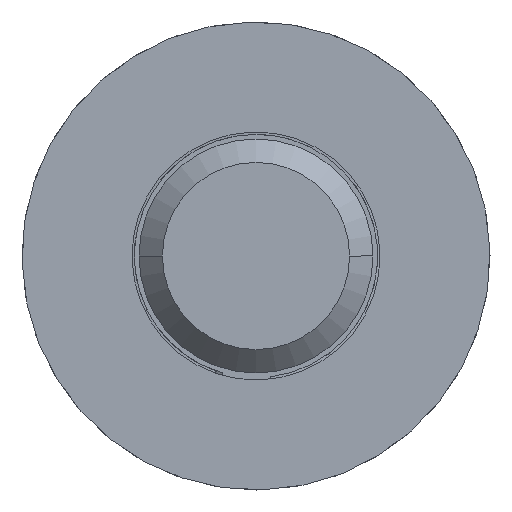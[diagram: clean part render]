
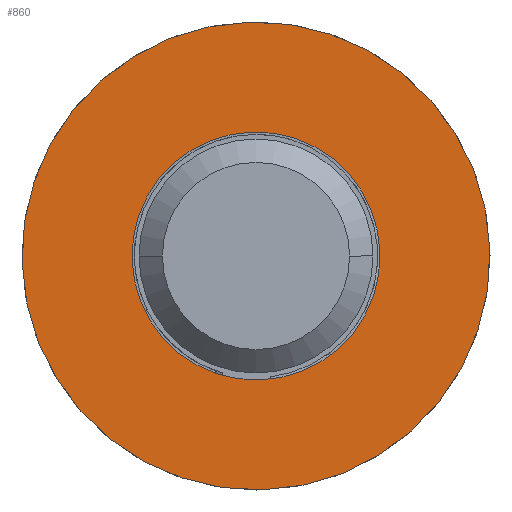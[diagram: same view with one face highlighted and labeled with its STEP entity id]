
A CAD part, front view. The second image highlights one B-rep face of the part: STEP entity #860.
In plain terms, the highlighted face is planar.
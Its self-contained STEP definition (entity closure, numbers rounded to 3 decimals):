
#67 = DIRECTION ( 'NONE',  ( 1., 0., 0. ) ) ;
#170 = CARTESIAN_POINT ( 'NONE',  ( 0., 0., -5. ) ) ;
#177 = AXIS2_PLACEMENT_3D ( 'NONE', #1228, #439, #244 ) ;
#244 = DIRECTION ( 'NONE',  ( 0., 0., -1. ) ) ;
#384 = FACE_OUTER_BOUND ( 'NONE', #575, .T. ) ;
#439 = DIRECTION ( 'NONE',  ( 1., 0., 0. ) ) ;
#466 = ORIENTED_EDGE ( 'NONE', *, *, #1050, .T. ) ;
#499 = AXIS2_PLACEMENT_3D ( 'NONE', #1638, #67, #1773 ) ;
#522 = ORIENTED_EDGE ( 'NONE', *, *, #1774, .T. ) ;
#533 = CIRCLE ( 'NONE', #1203, 5. ) ;
#557 = AXIS2_PLACEMENT_3D ( 'NONE', #1786, #1597, #1387 ) ;
#575 = EDGE_LOOP ( 'NONE', ( #1844, #599 ) ) ;
#598 = PLANE ( 'NONE',  #1356 ) ;
#599 = ORIENTED_EDGE ( 'NONE', *, *, #1449, .F. ) ;
#681 = CIRCLE ( 'NONE', #177, 2.65 ) ;
#757 = EDGE_LOOP ( 'NONE', ( #466, #522 ) ) ;
#860 = ADVANCED_FACE ( 'NONE', ( #384, #1613 ), #598, .F. ) ;
#869 = DIRECTION ( 'NONE',  ( 0., 0., -1. ) ) ;
#1050 = EDGE_CURVE ( 'NONE', #1831, #1833, #681, .T. ) ;
#1077 = DIRECTION ( 'NONE',  ( 1., 0., 0. ) ) ;
#1143 = DIRECTION ( 'NONE',  ( 0., 0., -1. ) ) ;
#1203 = AXIS2_PLACEMENT_3D ( 'NONE', #1262, #1077, #869 ) ;
#1228 = CARTESIAN_POINT ( 'NONE',  ( 0., 0., 0. ) ) ;
#1262 = CARTESIAN_POINT ( 'NONE',  ( 0., 0., 0. ) ) ;
#1279 = CIRCLE ( 'NONE', #557, 5. ) ;
#1311 = VERTEX_POINT ( 'NONE', #1584 ) ;
#1343 = DIRECTION ( 'NONE',  ( 1., 0., 0. ) ) ;
#1356 = AXIS2_PLACEMENT_3D ( 'NONE', #1540, #1343, #1143 ) ;
#1387 = DIRECTION ( 'NONE',  ( 0., 0., -1. ) ) ;
#1422 = CIRCLE ( 'NONE', #499, 2.65 ) ;
#1449 = EDGE_CURVE ( 'NONE', #1840, #1311, #1279, .T. ) ;
#1540 = CARTESIAN_POINT ( 'NONE',  ( 0., 0., 0. ) ) ;
#1584 = CARTESIAN_POINT ( 'NONE',  ( 0., 0., 5. ) ) ;
#1597 = DIRECTION ( 'NONE',  ( 1., 0., 0. ) ) ;
#1613 = FACE_BOUND ( 'NONE', #757, .T. ) ;
#1634 = EDGE_CURVE ( 'NONE', #1311, #1840, #533, .T. ) ;
#1638 = CARTESIAN_POINT ( 'NONE',  ( 0., 0., 0. ) ) ;
#1691 = CARTESIAN_POINT ( 'NONE',  ( 0., 0., -2.65 ) ) ;
#1773 = DIRECTION ( 'NONE',  ( 0., 0., -1. ) ) ;
#1774 = EDGE_CURVE ( 'NONE', #1833, #1831, #1422, .T. ) ;
#1786 = CARTESIAN_POINT ( 'NONE',  ( 0., 0., 0. ) ) ;
#1831 = VERTEX_POINT ( 'NONE', #1870 ) ;
#1833 = VERTEX_POINT ( 'NONE', #1691 ) ;
#1840 = VERTEX_POINT ( 'NONE', #170 ) ;
#1844 = ORIENTED_EDGE ( 'NONE', *, *, #1634, .F. ) ;
#1870 = CARTESIAN_POINT ( 'NONE',  ( 0., 0., 2.65 ) ) ;
